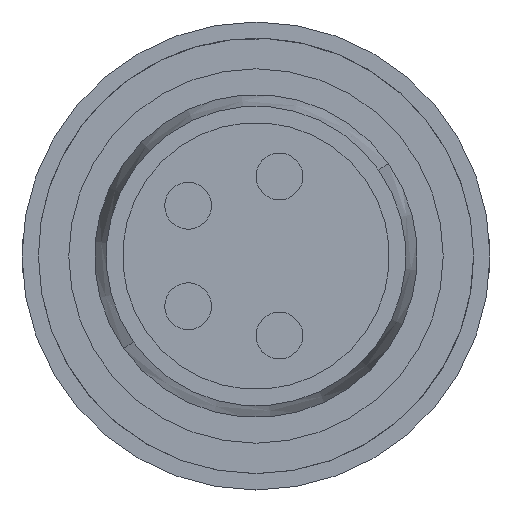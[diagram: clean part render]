
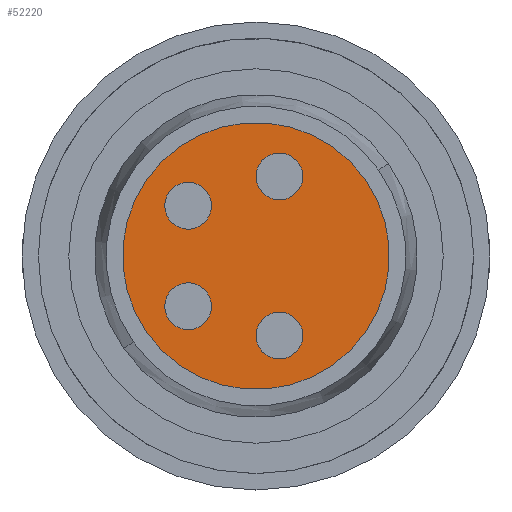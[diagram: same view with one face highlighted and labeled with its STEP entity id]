
A CAD part, left-side view. The second image highlights one B-rep face of the part: STEP entity #52220.
In plain terms, the highlighted planar face has unit normal (-1, 0, 0).
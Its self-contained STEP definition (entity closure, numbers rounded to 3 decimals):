
#51220=CARTESIAN_POINT('',(-33.7,-2.335,1.635));
#51230=VERTEX_POINT('',#51220);
#51310=CARTESIAN_POINT('',(-33.7,2.335,-1.635));
#51320=VERTEX_POINT('',#51310);
#51350=CARTESIAN_POINT('',(-33.7,0.,
0.));
#51360=DIRECTION('',(1.,0.,0.));
#51370=DIRECTION('',(0.,0.819,
-0.574));
#51380=AXIS2_PLACEMENT_3D('',#51350,#51360,#51370);
#51390=CIRCLE('',#51380,2.85);
#51400=EDGE_CURVE('',#51230,#51320,#51390,.T.);
#51520=CARTESIAN_POINT('',(-33.7,-1.178,0.825));
#51530=DIRECTION('',(1.,0.,0.));
#51540=DIRECTION('',(0.,0.819,
-0.574));
#51550=AXIS2_PLACEMENT_3D('',#51520,#51530,#51540);
#51560=PLANE('',#51550);
#51570=CARTESIAN_POINT('',(-33.7,1.45,1.075));
#51580=DIRECTION('',(-1.,0.,0.));
#51590=DIRECTION('',(0.,-0.574,
-0.819));
#51600=AXIS2_PLACEMENT_3D('',#51570,#51580,#51590);
#51610=CIRCLE('',#51600,0.5);
#51620=CARTESIAN_POINT('',(-33.7,1.163,0.665));
#51630=VERTEX_POINT('',#51620);
#51640=CARTESIAN_POINT('',(-33.7,1.737,1.485));
#51650=VERTEX_POINT('',#51640);
#51660=EDGE_CURVE('',#51630,#51650,#51610,.T.);
#51670=ORIENTED_EDGE('',*,*,#51660,.F.);
#51680=EDGE_CURVE('',#51650,#51630,#51610,.T.);
#51690=ORIENTED_EDGE('',*,*,#51680,.F.);
#51700=EDGE_LOOP('',(#51690,#51670));
#51710=FACE_BOUND('',#51700,.T.);
#51720=CARTESIAN_POINT('',(-33.7,-0.5,-1.7));
#51730=DIRECTION('',(-1.,0.,0.));
#51740=DIRECTION('',(0.,-0.574,
-0.819));
#51750=AXIS2_PLACEMENT_3D('',#51720,#51730,#51740);
#51760=CIRCLE('',#51750,0.5);
#51770=CARTESIAN_POINT('',(-33.7,-0.787,-2.11));
#51780=VERTEX_POINT('',#51770);
#51790=CARTESIAN_POINT('',(-33.7,-0.213,-1.29));
#51800=VERTEX_POINT('',#51790);
#51810=EDGE_CURVE('',#51780,#51800,#51760,.T.);
#51820=ORIENTED_EDGE('',*,*,#51810,.F.);
#51830=EDGE_CURVE('',#51800,#51780,#51760,.T.);
#51840=ORIENTED_EDGE('',*,*,#51830,.F.);
#51850=EDGE_LOOP('',(#51840,#51820));
#51860=FACE_BOUND('',#51850,.T.);
#51870=CARTESIAN_POINT('',(-33.7,-0.5,1.7));
#51880=DIRECTION('',(-1.,0.,0.));
#51890=DIRECTION('',(0.,-0.574,
-0.819));
#51900=AXIS2_PLACEMENT_3D('',#51870,#51880,#51890);
#51910=CIRCLE('',#51900,0.5);
#51920=CARTESIAN_POINT('',(-33.7,-0.787,1.29));
#51930=VERTEX_POINT('',#51920);
#51940=CARTESIAN_POINT('',(-33.7,-0.213,2.11));
#51950=VERTEX_POINT('',#51940);
#51960=EDGE_CURVE('',#51930,#51950,#51910,.T.);
#51970=ORIENTED_EDGE('',*,*,#51960,.F.);
#51980=EDGE_CURVE('',#51950,#51930,#51910,.T.);
#51990=ORIENTED_EDGE('',*,*,#51980,.F.);
#52000=EDGE_LOOP('',(#51990,#51970));
#52010=FACE_BOUND('',#52000,.T.);
#52020=CARTESIAN_POINT('',(-33.7,1.45,-1.075));
#52030=DIRECTION('',(-1.,0.,0.));
#52040=DIRECTION('',(0.,-0.574,
-0.819));
#52050=AXIS2_PLACEMENT_3D('',#52020,#52030,#52040);
#52060=CIRCLE('',#52050,0.5);
#52070=CARTESIAN_POINT('',(-33.7,1.163,-1.485));
#52080=VERTEX_POINT('',#52070);
#52090=CARTESIAN_POINT('',(-33.7,1.737,-0.665));
#52100=VERTEX_POINT('',#52090);
#52110=EDGE_CURVE('',#52080,#52100,#52060,.T.);
#52120=ORIENTED_EDGE('',*,*,#52110,.F.);
#52130=EDGE_CURVE('',#52100,#52080,#52060,.T.);
#52140=ORIENTED_EDGE('',*,*,#52130,.F.);
#52150=EDGE_LOOP('',(#52140,#52120));
#52160=FACE_BOUND('',#52150,.T.);
#52170=EDGE_CURVE('',#51320,#51230,#51390,.T.);
#52180=ORIENTED_EDGE('',*,*,#52170,.F.);
#52190=ORIENTED_EDGE('',*,*,#51400,.F.);
#52200=EDGE_LOOP('',(#52190,#52180));
#52210=FACE_OUTER_BOUND('',#52200,.T.);
#52220=ADVANCED_FACE('',(#51710,#51860,#52010,#52160,#52210),#51560,.F.)
;
